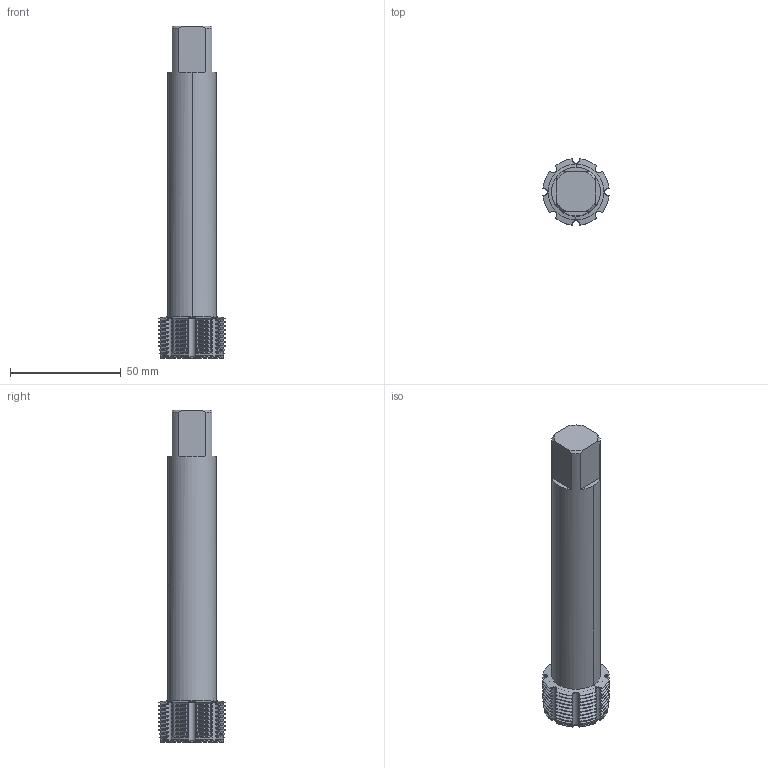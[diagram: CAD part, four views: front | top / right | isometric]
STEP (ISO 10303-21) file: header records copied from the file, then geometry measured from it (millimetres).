
FILE_DESCRIPTION(('no description'),'unknown implementation level');
FILE_NAME('solidOMxe5AKTQDGvskxCFgRWrGjyn5s_1.STP',' ',('CIM GmbH Aachen'),('CADClick - KiM GmbH - www.kimweb.de'),'unknown preprocess','ACIS','unknown authorization');
FILE_SCHEMA(('automotive_design'));
Length unit declared in the file: millimetre
Products named in the file (2): 1; 2
Bounding box: 30.01 x 30.01 x 150 mm (x, y, z)
Volume: 60162.1 mm3; surface area: 16331.2 mm2
Topology: 2 solids, 2 shells, 577 faces, 1711 edges, 1138 vertices
Faces by surface type: cone 210, plane 177, cylinder 174, torus 16
Entity records: 41040 total; most frequent: CARTESIAN_POINT 7087, STYLED_ITEM 3428, PRESENTATION_STYLE_ASSIGNMENT 3428, COLOUR_RGB 3428, ORIENTED_EDGE 3422, DIRECTION 2887, EDGE_CURVE 1711, CURVE_STYLE 1711
